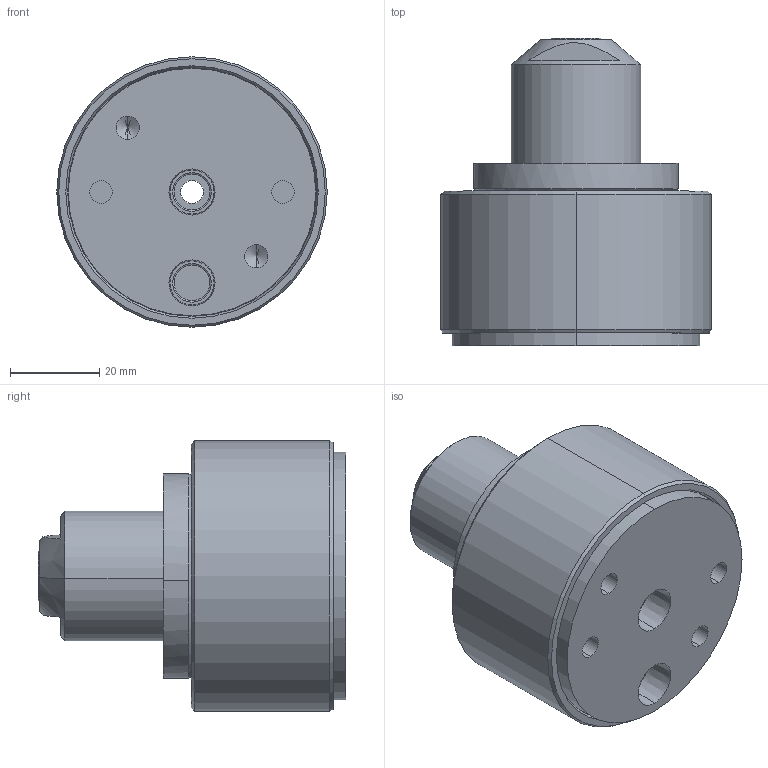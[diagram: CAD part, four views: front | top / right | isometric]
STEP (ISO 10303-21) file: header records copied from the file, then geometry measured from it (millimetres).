
FILE_DESCRIPTION (( 'STEP AP214' ), '1' );
FILE_NAME ('CTSC-002549.STEP', '2025-01-15T12:23:41', ( '' ), ( '' ), 'SwSTEP 2.0', 'SolidWorks 2023', '' );
FILE_SCHEMA (( 'AUTOMOTIVE_DESIGN' ));
Length unit declared in the file: inch
Products named in the file (1): CTSC-002549
Bounding box: 60.45 x 68.73 x 60.45 mm (x, y, z)
Volume: 120694.7 mm3; surface area: 20505.7 mm2
Topology: 1 solids, 2 shells, 77 faces, 164 edges, 102 vertices
Faces by surface type: cylinder 29, cone 25, plane 23
Entity records: 2717 total; most frequent: DIRECTION 402, CARTESIAN_POINT 388, ORIENTED_EDGE 320, AXIS2_PLACEMENT_3D 168, EDGE_CURVE 160, VERTEX_POINT 102, EDGE_LOOP 96, CIRCLE 90
